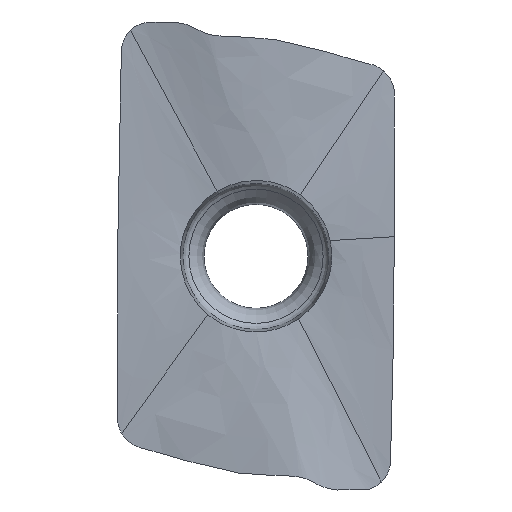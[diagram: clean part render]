
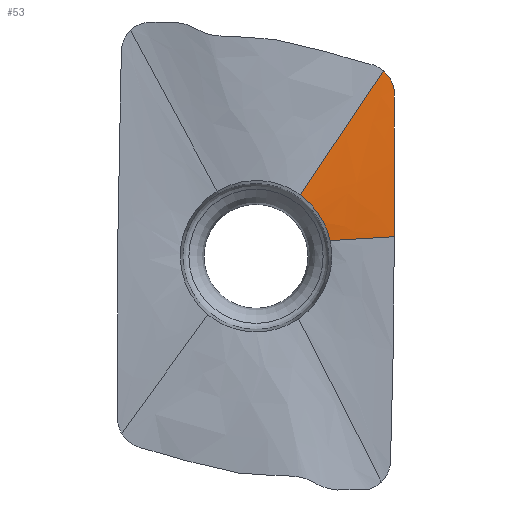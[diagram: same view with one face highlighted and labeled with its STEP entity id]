
A CAD part, top view. The second image highlights one B-rep face of the part: STEP entity #53.
In plain terms, the highlighted free-form (B-spline) face has degree [3, 1] with [31, 2] control points.
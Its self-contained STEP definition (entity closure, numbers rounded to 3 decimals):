
#41=B_SPLINE_SURFACE_WITH_KNOTS('',3,1,((#1237,#1238),(#1239,#1240),(#1241,
#1242),(#1243,#1244),(#1245,#1246),(#1247,#1248),(#1249,#1250),(#1251,#1252),
(#1253,#1254),(#1255,#1256),(#1257,#1258),(#1259,#1260),(#1261,#1262),(#1263,
#1264),(#1265,#1266),(#1267,#1268),(#1269,#1270),(#1271,#1272),(#1273,#1274),
(#1275,#1276),(#1277,#1278),(#1279,#1280),(#1281,#1282),(#1283,#1284),(#1285,
#1286),(#1287,#1288),(#1289,#1290),(#1291,#1292),(#1293,#1294),(#1295,#1296),
(#1297,#1298)),.UNSPECIFIED.,.F.,.F.,.F.,(4,1,1,1,1,1,1,1,1,1,1,1,1,1,1,
1,1,1,1,1,1,1,1,1,1,1,1,1,4),(2,2),(0.,0.019,0.022,
0.029,0.034,0.036,0.038,
0.043,0.048,0.058,0.077,
0.087,0.096,0.115,0.134,
0.144,0.151,0.153,0.159,
0.164,0.218,0.348,0.478,
0.577,0.609,0.739,0.87,
0.967,1.),(0.,1.),.UNSPECIFIED.);
#47=FACE_OUTER_BOUND('',#82,.T.);
#53=ADVANCED_FACE('',(#47),#41,.T.);
#82=EDGE_LOOP('',(#105,#106,#107,#108));
#105=ORIENTED_EDGE('',*,*,#154,.F.);
#106=ORIENTED_EDGE('',*,*,#159,.T.);
#107=ORIENTED_EDGE('',*,*,#160,.F.);
#108=ORIENTED_EDGE('',*,*,#161,.T.);
#139=VERTEX_POINT('',#745);
#140=VERTEX_POINT('',#748);
#143=VERTEX_POINT('',#1202);
#144=VERTEX_POINT('',#1205);
#154=EDGE_CURVE('',#139,#140,#175,.T.);
#159=EDGE_CURVE('',#139,#143,#180,.T.);
#160=EDGE_CURVE('',#144,#143,#181,.T.);
#161=EDGE_CURVE('',#144,#140,#182,.T.);
#175=B_SPLINE_CURVE_WITH_KNOTS('',1,(#746,#747),.UNSPECIFIED.,.F.,.F.,(2,
2),(0.,1.),.UNSPECIFIED.);
#180=B_SPLINE_CURVE_WITH_KNOTS('',3,(#1192,#1193,#1194,#1195,#1196,#1197,
#1198,#1199,#1200,#1201),.UNSPECIFIED.,.F.,.F.,(4,3,3,4),(0.,0.32,
0.78,1.),.UNSPECIFIED.);
#181=B_SPLINE_CURVE_WITH_KNOTS('',1,(#1203,#1204),.UNSPECIFIED.,.F.,.F.,
(2,2),(0.,1.),.UNSPECIFIED.);
#182=B_SPLINE_CURVE_WITH_KNOTS('',3,(#1206,#1207,#1208,#1209,#1210,#1211,
#1212,#1213,#1214,#1215,#1216,#1217,#1218,#1219,#1220,#1221,#1222,#1223,
#1224,#1225,#1226,#1227,#1228,#1229,#1230,#1231,#1232,#1233,#1234,#1235,
#1236),.UNSPECIFIED.,.F.,.F.,(4,1,1,1,1,1,1,1,1,1,1,1,1,1,1,1,1,1,1,1,1,
1,1,1,1,1,1,1,4),(0.,0.033,0.13,0.261,
0.391,0.423,0.522,0.652,
0.782,0.836,0.841,0.847,
0.849,0.856,0.866,0.885,
0.904,0.913,0.923,0.942,
0.952,0.957,0.962,0.964,
0.966,0.971,0.978,0.981,
1.),.UNSPECIFIED.);
#745=CARTESIAN_POINT('',(1.77,2.443,-1.302));
#746=CARTESIAN_POINT('',(1.715,2.36,-1.298));
#747=CARTESIAN_POINT('',(5.096,7.392,-1.56));
#748=CARTESIAN_POINT('',(5.096,7.392,-1.56));
#1192=CARTESIAN_POINT('',(1.77,2.443,-1.302));
#1193=CARTESIAN_POINT('',(1.962,2.304,-1.302));
#1194=CARTESIAN_POINT('',(2.138,2.141,-1.302));
#1195=CARTESIAN_POINT('',(2.292,1.962,-1.3));
#1196=CARTESIAN_POINT('',(2.512,1.705,-1.299));
#1197=CARTESIAN_POINT('',(2.69,1.407,-1.296));
#1198=CARTESIAN_POINT('',(2.813,1.091,-1.292));
#1199=CARTESIAN_POINT('',(2.872,0.939,-1.29));
#1200=CARTESIAN_POINT('',(2.919,0.782,-1.288));
#1201=CARTESIAN_POINT('',(2.953,0.622,-1.286));
#1202=CARTESIAN_POINT('',(2.953,0.622,-1.286));
#1203=CARTESIAN_POINT('',(5.517,0.779,-0.972));
#1204=CARTESIAN_POINT('',(2.852,0.616,-1.298));
#1205=CARTESIAN_POINT('',(5.517,0.779,-0.972));
#1206=CARTESIAN_POINT('',(5.517,0.779,-0.972));
#1207=CARTESIAN_POINT('',(5.517,0.852,-0.979));
#1208=CARTESIAN_POINT('',(5.518,1.145,-1.007));
#1209=CARTESIAN_POINT('',(5.52,1.73,-1.064));
#1210=CARTESIAN_POINT('',(5.522,2.535,-1.141));
#1211=CARTESIAN_POINT('',(5.522,3.192,-1.204));
#1212=CARTESIAN_POINT('',(5.522,3.778,-1.26));
#1213=CARTESIAN_POINT('',(5.522,4.363,-1.316));
#1214=CARTESIAN_POINT('',(5.52,5.169,-1.392));
#1215=CARTESIAN_POINT('',(5.519,5.875,-1.46));
#1216=CARTESIAN_POINT('',(5.518,6.3,-1.5));
#1217=CARTESIAN_POINT('',(5.517,6.445,-1.514));
#1218=CARTESIAN_POINT('',(5.517,6.474,-1.517));
#1219=CARTESIAN_POINT('',(5.517,6.507,-1.52));
#1220=CARTESIAN_POINT('',(5.515,6.55,-1.524));
#1221=CARTESIAN_POINT('',(5.509,6.631,-1.531));
#1222=CARTESIAN_POINT('',(5.491,6.737,-1.54));
#1223=CARTESIAN_POINT('',(5.463,6.839,-1.547));
#1224=CARTESIAN_POINT('',(5.433,6.92,-1.552));
#1225=CARTESIAN_POINT('',(5.399,6.999,-1.556));
#1226=CARTESIAN_POINT('',(5.358,7.078,-1.56));
#1227=CARTESIAN_POINT('',(5.317,7.142,-1.562));
#1228=CARTESIAN_POINT('',(5.292,7.177,-1.563));
#1229=CARTESIAN_POINT('',(5.276,7.199,-1.563));
#1230=CARTESIAN_POINT('',(5.263,7.216,-1.563));
#1231=CARTESIAN_POINT('',(5.25,7.233,-1.563));
#1232=CARTESIAN_POINT('',(5.23,7.257,-1.562));
#1233=CARTESIAN_POINT('',(5.209,7.282,-1.562));
#1234=CARTESIAN_POINT('',(5.165,7.329,-1.561));
#1235=CARTESIAN_POINT('',(5.129,7.364,-1.56));
#1236=CARTESIAN_POINT('',(5.096,7.392,-1.56));
#1237=CARTESIAN_POINT('',(1.715,2.36,-1.298));
#1238=CARTESIAN_POINT('',(5.096,7.392,-1.56));
#1239=CARTESIAN_POINT('',(1.726,2.352,-1.298));
#1240=CARTESIAN_POINT('',(5.129,7.364,-1.56));
#1241=CARTESIAN_POINT('',(1.738,2.343,-1.298));
#1242=CARTESIAN_POINT('',(5.165,7.329,-1.561));
#1243=CARTESIAN_POINT('',(1.755,2.331,-1.298));
#1244=CARTESIAN_POINT('',(5.209,7.282,-1.562));
#1245=CARTESIAN_POINT('',(1.763,2.325,-1.298));
#1246=CARTESIAN_POINT('',(5.23,7.257,-1.562));
#1247=CARTESIAN_POINT('',(1.771,2.319,-1.298));
#1248=CARTESIAN_POINT('',(5.25,7.233,-1.563));
#1249=CARTESIAN_POINT('',(1.776,2.314,-1.298));
#1250=CARTESIAN_POINT('',(5.263,7.216,-1.563));
#1251=CARTESIAN_POINT('',(1.781,2.31,-1.298));
#1252=CARTESIAN_POINT('',(5.276,7.199,-1.563));
#1253=CARTESIAN_POINT('',(1.788,2.305,-1.298));
#1254=CARTESIAN_POINT('',(5.292,7.177,-1.563));
#1255=CARTESIAN_POINT('',(1.799,2.297,-1.298));
#1256=CARTESIAN_POINT('',(5.317,7.142,-1.562));
#1257=CARTESIAN_POINT('',(1.818,2.282,-1.298));
#1258=CARTESIAN_POINT('',(5.358,7.078,-1.56));
#1259=CARTESIAN_POINT('',(1.839,2.264,-1.298));
#1260=CARTESIAN_POINT('',(5.399,6.999,-1.556));
#1261=CARTESIAN_POINT('',(1.86,2.247,-1.298));
#1262=CARTESIAN_POINT('',(5.433,6.92,-1.552));
#1263=CARTESIAN_POINT('',(1.881,2.23,-1.298));
#1264=CARTESIAN_POINT('',(5.463,6.839,-1.547));
#1265=CARTESIAN_POINT('',(1.906,2.208,-1.298));
#1266=CARTESIAN_POINT('',(5.491,6.737,-1.54));
#1267=CARTESIAN_POINT('',(1.932,2.186,-1.298));
#1268=CARTESIAN_POINT('',(5.509,6.631,-1.531));
#1269=CARTESIAN_POINT('',(1.951,2.169,-1.298));
#1270=CARTESIAN_POINT('',(5.515,6.55,-1.524));
#1271=CARTESIAN_POINT('',(1.961,2.16,-1.298));
#1272=CARTESIAN_POINT('',(5.517,6.507,-1.52));
#1273=CARTESIAN_POINT('',(1.969,2.152,-1.298));
#1274=CARTESIAN_POINT('',(5.517,6.474,-1.517));
#1275=CARTESIAN_POINT('',(1.976,2.146,-1.298));
#1276=CARTESIAN_POINT('',(5.517,6.445,-1.514));
#1277=CARTESIAN_POINT('',(2.009,2.115,-1.298));
#1278=CARTESIAN_POINT('',(5.518,6.3,-1.5));
#1279=CARTESIAN_POINT('',(2.106,2.022,-1.298));
#1280=CARTESIAN_POINT('',(5.519,5.875,-1.46));
#1281=CARTESIAN_POINT('',(2.256,1.857,-1.298));
#1282=CARTESIAN_POINT('',(5.52,5.169,-1.392));
#1283=CARTESIAN_POINT('',(2.409,1.652,-1.298));
#1284=CARTESIAN_POINT('',(5.522,4.363,-1.316));
#1285=CARTESIAN_POINT('',(2.506,1.495,-1.298));
#1286=CARTESIAN_POINT('',(5.522,3.778,-1.26));
#1287=CARTESIAN_POINT('',(2.596,1.334,-1.298));
#1288=CARTESIAN_POINT('',(5.522,3.192,-1.204));
#1289=CARTESIAN_POINT('',(2.687,1.146,-1.298));
#1290=CARTESIAN_POINT('',(5.522,2.535,-1.141));
#1291=CARTESIAN_POINT('',(2.776,0.908,-1.298));
#1292=CARTESIAN_POINT('',(5.52,1.73,-1.064));
#1293=CARTESIAN_POINT('',(2.826,0.73,-1.298));
#1294=CARTESIAN_POINT('',(5.518,1.145,-1.007));
#1295=CARTESIAN_POINT('',(2.847,0.64,-1.298));
#1296=CARTESIAN_POINT('',(5.517,0.852,-0.979));
#1297=CARTESIAN_POINT('',(2.852,0.616,-1.298));
#1298=CARTESIAN_POINT('',(5.517,0.779,-0.972));
